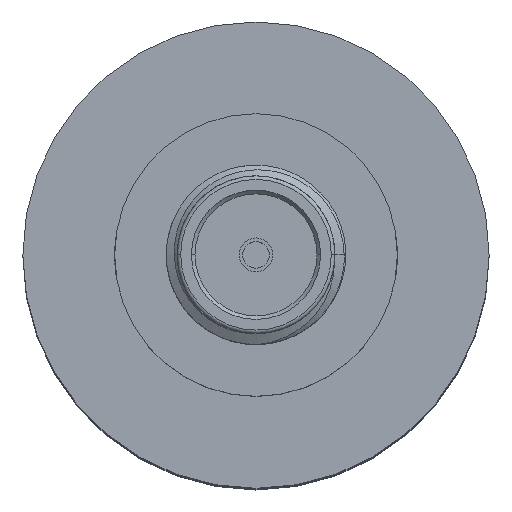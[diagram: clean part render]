
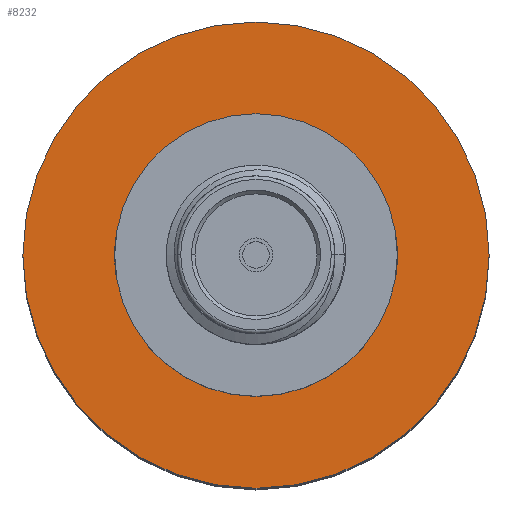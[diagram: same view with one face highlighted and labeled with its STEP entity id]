
A CAD part, top view. The second image highlights one B-rep face of the part: STEP entity #8232.
In plain terms, the highlighted planar face has unit normal (0, 0, 1).
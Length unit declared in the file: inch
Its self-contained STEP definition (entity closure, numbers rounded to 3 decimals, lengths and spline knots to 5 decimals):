
#703 = DIRECTION ( 'NONE',  ( 1., 0., 0. ) ) ;
#902 = DIRECTION ( 'NONE',  ( 1., 0., 0. ) ) ;
#1159 = CIRCLE ( 'NONE', #2533, 0.3248 ) ;
#1429 = EDGE_CURVE ( 'NONE', #7522, #8806, #9812, .T. ) ;
#1869 = VERTEX_POINT ( 'NONE', #11226 ) ;
#2533 = AXIS2_PLACEMENT_3D ( 'NONE', #8358, #3833, #3774 ) ;
#3178 = AXIS2_PLACEMENT_3D ( 'NONE', #9301, #6451, #12151 ) ;
#3186 = ORIENTED_EDGE ( 'NONE', *, *, #1429, .F. ) ;
#3618 = CARTESIAN_POINT ( 'NONE',  ( 0., 0., 0.01969 ) ) ;
#3774 = DIRECTION ( 'NONE',  ( 1., 0., 0. ) ) ;
#3833 = DIRECTION ( 'NONE',  ( 0., 0., 1. ) ) ;
#4069 = EDGE_LOOP ( 'NONE', ( #7246, #3186 ) ) ;
#4457 = AXIS2_PLACEMENT_3D ( 'NONE', #6675, #5991, #4934 ) ;
#4700 = FACE_BOUND ( 'NONE', #4069, .T. ) ;
#4934 = DIRECTION ( 'NONE',  ( 1., 0., 0. ) ) ;
#5163 = AXIS2_PLACEMENT_3D ( 'NONE', #7377, #11276, #703 ) ;
#5183 = CARTESIAN_POINT ( 'NONE',  ( -0.3248, 0., 0.01969 ) ) ;
#5451 = FACE_OUTER_BOUND ( 'NONE', #8620, .T. ) ;
#5991 = DIRECTION ( 'NONE',  ( 0., 0., 1. ) ) ;
#6349 = AXIS2_PLACEMENT_3D ( 'NONE', #3618, #11359, #902 ) ;
#6451 = DIRECTION ( 'NONE',  ( 0., 0., 1. ) ) ;
#6574 = PLANE ( 'NONE',  #5163 ) ;
#6675 = CARTESIAN_POINT ( 'NONE',  ( 0., 0., 0.01969 ) ) ;
#6819 = EDGE_CURVE ( 'NONE', #1869, #7098, #10301, .T. ) ;
#7098 = VERTEX_POINT ( 'NONE', #5183 ) ;
#7246 = ORIENTED_EDGE ( 'NONE', *, *, #7840, .F. ) ;
#7377 = CARTESIAN_POINT ( 'NONE',  ( 0., 0., 0.01969 ) ) ;
#7522 = VERTEX_POINT ( 'NONE', #9638 ) ;
#7718 = ORIENTED_EDGE ( 'NONE', *, *, #6819, .T. ) ;
#7840 = EDGE_CURVE ( 'NONE', #8806, #7522, #10106, .T. ) ;
#8232 = ADVANCED_FACE ( 'NONE', ( #5451, #4700 ), #6574, .T. ) ;
#8358 = CARTESIAN_POINT ( 'NONE',  ( 0., 0., 0.01969 ) ) ;
#8620 = EDGE_LOOP ( 'NONE', ( #11348, #7718 ) ) ;
#8806 = VERTEX_POINT ( 'NONE', #10867 ) ;
#9301 = CARTESIAN_POINT ( 'NONE',  ( 0., 0., 0.01969 ) ) ;
#9638 = CARTESIAN_POINT ( 'NONE',  ( 0.19685, 0., 0.01969 ) ) ;
#9812 = CIRCLE ( 'NONE', #4457, 0.19685 ) ;
#10106 = CIRCLE ( 'NONE', #6349, 0.19685 ) ;
#10301 = CIRCLE ( 'NONE', #3178, 0.3248 ) ;
#10867 = CARTESIAN_POINT ( 'NONE',  ( -0.19685, 0., 0.01969 ) ) ;
#11226 = CARTESIAN_POINT ( 'NONE',  ( 0.3248, 0., 0.01969 ) ) ;
#11276 = DIRECTION ( 'NONE',  ( 0., 0., 1. ) ) ;
#11348 = ORIENTED_EDGE ( 'NONE', *, *, #11885, .T. ) ;
#11359 = DIRECTION ( 'NONE',  ( 0., 0., 1. ) ) ;
#11885 = EDGE_CURVE ( 'NONE', #7098, #1869, #1159, .T. ) ;
#12151 = DIRECTION ( 'NONE',  ( 1., 0., 0. ) ) ;
